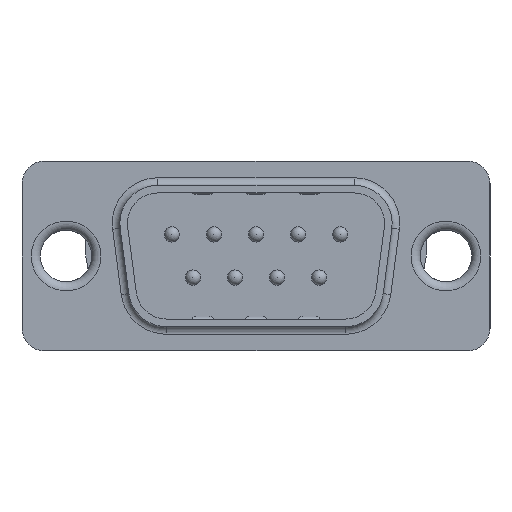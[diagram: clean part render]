
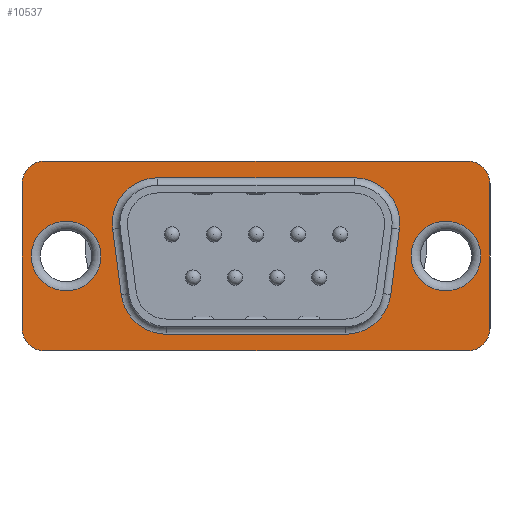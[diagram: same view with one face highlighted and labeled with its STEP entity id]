
A CAD part, front view. The second image highlights one B-rep face of the part: STEP entity #10537.
In plain terms, the highlighted face is planar.
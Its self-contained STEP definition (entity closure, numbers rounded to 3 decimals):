
#728=LINE('',#16137,#1982);
#730=LINE('',#16141,#1984);
#736=LINE('',#16155,#1990);
#740=LINE('',#16164,#1994);
#746=LINE('',#16197,#2000);
#747=LINE('',#16202,#2001);
#748=LINE('',#16206,#2002);
#749=LINE('',#16210,#2003);
#1982=VECTOR('',#13062,1000.);
#1984=VECTOR('',#13066,1000.);
#1990=VECTOR('',#13074,1000.);
#1994=VECTOR('',#13080,1000.);
#2000=VECTOR('',#13114,1000.);
#2001=VECTOR('',#13117,1000.);
#2002=VECTOR('',#13120,1000.);
#2003=VECTOR('',#13123,1000.);
#2867=PLANE('',#11388);
#4290=ORIENTED_EDGE('',*,*,#6764,.T.);
#4291=ORIENTED_EDGE('',*,*,#6765,.T.);
#4292=ORIENTED_EDGE('',*,*,#6766,.T.);
#4293=ORIENTED_EDGE('',*,*,#6767,.T.);
#4294=ORIENTED_EDGE('',*,*,#6768,.T.);
#4295=ORIENTED_EDGE('',*,*,#6769,.T.);
#4296=ORIENTED_EDGE('',*,*,#6770,.T.);
#4297=ORIENTED_EDGE('',*,*,#6771,.T.);
#4298=ORIENTED_EDGE('',*,*,#6772,.T.);
#4299=ORIENTED_EDGE('',*,*,#6773,.T.);
#4300=ORIENTED_EDGE('',*,*,#6736,.T.);
#4301=ORIENTED_EDGE('',*,*,#6774,.T.);
#4302=ORIENTED_EDGE('',*,*,#6738,.T.);
#4303=ORIENTED_EDGE('',*,*,#6775,.T.);
#4304=ORIENTED_EDGE('',*,*,#6744,.T.);
#4305=ORIENTED_EDGE('',*,*,#6776,.T.);
#4306=ORIENTED_EDGE('',*,*,#6748,.T.);
#4307=ORIENTED_EDGE('',*,*,#6777,.T.);
#6736=EDGE_CURVE('',#8079,#8078,#728,.T.);
#6738=EDGE_CURVE('',#8080,#8081,#730,.T.);
#6744=EDGE_CURVE('',#8087,#8086,#736,.T.);
#6748=EDGE_CURVE('',#8091,#8090,#740,.T.);
#6764=EDGE_CURVE('',#8102,#8102,#8731,.F.);
#6765=EDGE_CURVE('',#8103,#8103,#8732,.F.);
#6766=EDGE_CURVE('',#8104,#8105,#746,.F.);
#6767=EDGE_CURVE('',#8105,#8106,#8733,.F.);
#6768=EDGE_CURVE('',#8106,#8107,#747,.F.);
#6769=EDGE_CURVE('',#8107,#8108,#8734,.F.);
#6770=EDGE_CURVE('',#8108,#8109,#748,.F.);
#6771=EDGE_CURVE('',#8109,#8110,#8735,.F.);
#6772=EDGE_CURVE('',#8110,#8111,#749,.F.);
#6773=EDGE_CURVE('',#8111,#8104,#8736,.F.);
#6774=EDGE_CURVE('',#8078,#8080,#8737,.T.);
#6775=EDGE_CURVE('',#8081,#8087,#8738,.T.);
#6776=EDGE_CURVE('',#8086,#8091,#8739,.T.);
#6777=EDGE_CURVE('',#8090,#8079,#8740,.T.);
#8078=VERTEX_POINT('',#16136);
#8079=VERTEX_POINT('',#16138);
#8080=VERTEX_POINT('',#16142);
#8081=VERTEX_POINT('',#16143);
#8086=VERTEX_POINT('',#16154);
#8087=VERTEX_POINT('',#16156);
#8090=VERTEX_POINT('',#16163);
#8091=VERTEX_POINT('',#16165);
#8102=VERTEX_POINT('',#16194);
#8103=VERTEX_POINT('',#16196);
#8104=VERTEX_POINT('',#16198);
#8105=VERTEX_POINT('',#16199);
#8106=VERTEX_POINT('',#16201);
#8107=VERTEX_POINT('',#16203);
#8108=VERTEX_POINT('',#16205);
#8109=VERTEX_POINT('',#16207);
#8110=VERTEX_POINT('',#16209);
#8111=VERTEX_POINT('',#16211);
#8731=CIRCLE('',#11389,2.292);
#8732=CIRCLE('',#11390,2.292);
#8733=CIRCLE('',#11391,3.);
#8734=CIRCLE('',#11392,3.);
#8735=CIRCLE('',#11393,3.);
#8736=CIRCLE('',#11394,3.);
#8737=CIRCLE('',#11395,1.5);
#8738=CIRCLE('',#11396,1.5);
#8739=CIRCLE('',#11397,1.5);
#8740=CIRCLE('',#11398,1.5);
#9182=EDGE_LOOP('',(#4290));
#9183=EDGE_LOOP('',(#4291));
#9184=EDGE_LOOP('',(#4292,#4293,#4294,#4295,#4296,#4297,#4298,#4299));
#9185=EDGE_LOOP('',(#4300,#4301,#4302,#4303,#4304,#4305,#4306,#4307));
#9818=FACE_BOUND('',#9182,.T.);
#9819=FACE_BOUND('',#9183,.T.);
#9820=FACE_BOUND('',#9184,.T.);
#9821=FACE_BOUND('',#9185,.T.);
#10537=ADVANCED_FACE('',(#9818,#9819,#9820,#9821),#2867,.T.);
#11388=AXIS2_PLACEMENT_3D('',#16192,#13108,#13109);
#11389=AXIS2_PLACEMENT_3D('',#16193,#13110,#13111);
#11390=AXIS2_PLACEMENT_3D('',#16195,#13112,#13113);
#11391=AXIS2_PLACEMENT_3D('',#16200,#13115,#13116);
#11392=AXIS2_PLACEMENT_3D('',#16204,#13118,#13119);
#11393=AXIS2_PLACEMENT_3D('',#16208,#13121,#13122);
#11394=AXIS2_PLACEMENT_3D('',#16212,#13124,#13125);
#11395=AXIS2_PLACEMENT_3D('',#16213,#13126,#13127);
#11396=AXIS2_PLACEMENT_3D('',#16214,#13128,#13129);
#11397=AXIS2_PLACEMENT_3D('',#16215,#13130,#13131);
#11398=AXIS2_PLACEMENT_3D('',#16216,#13132,#13133);
#13062=DIRECTION('',(0.,0.,1.));
#13066=DIRECTION('',(1.,0.,0.));
#13074=DIRECTION('',(0.,0.,-1.));
#13080=DIRECTION('',(-1.,0.,0.));
#13108=DIRECTION('',(0.,1.,0.));
#13109=DIRECTION('',(0.,0.,1.));
#13110=DIRECTION('',(0.,1.,0.));
#13111=DIRECTION('',(0.,0.,1.));
#13112=DIRECTION('',(0.,1.,0.));
#13113=DIRECTION('',(0.,0.,1.));
#13114=DIRECTION('',(-0.131,0.,0.991));
#13115=DIRECTION('',(0.,1.,0.));
#13116=DIRECTION('',(0.,0.,1.));
#13117=DIRECTION('',(-1.,0.,0.));
#13118=DIRECTION('',(0.,1.,0.));
#13119=DIRECTION('',(0.,0.,1.));
#13120=DIRECTION('',(-0.131,0.,-0.991));
#13121=DIRECTION('',(0.,1.,0.));
#13122=DIRECTION('',(0.,0.,1.));
#13123=DIRECTION('',(1.,0.,0.));
#13124=DIRECTION('',(0.,1.,0.));
#13125=DIRECTION('',(0.,0.,1.));
#13126=DIRECTION('',(0.,1.,0.));
#13127=DIRECTION('',(0.,0.,1.));
#13128=DIRECTION('',(0.,1.,0.));
#13129=DIRECTION('',(0.,0.,1.));
#13130=DIRECTION('',(0.,1.,0.));
#13131=DIRECTION('',(0.,0.,1.));
#13132=DIRECTION('',(0.,1.,0.));
#13133=DIRECTION('',(0.,0.,1.));
#16136=CARTESIAN_POINT('',(-15.4,0.,4.75));
#16137=CARTESIAN_POINT('',(-15.4,0.,-6.25));
#16138=CARTESIAN_POINT('',(-15.4,0.,-4.75));
#16141=CARTESIAN_POINT('',(-15.4,0.,6.25));
#16142=CARTESIAN_POINT('',(-13.9,0.,6.25));
#16143=CARTESIAN_POINT('',(13.9,0.,6.25));
#16154=CARTESIAN_POINT('',(15.4,0.,-4.75));
#16155=CARTESIAN_POINT('',(15.4,0.,6.25));
#16156=CARTESIAN_POINT('',(15.4,0.,4.75));
#16163=CARTESIAN_POINT('',(-13.9,0.,-6.25));
#16164=CARTESIAN_POINT('',(15.4,0.,-6.25));
#16165=CARTESIAN_POINT('',(13.9,0.,-6.25));
#16192=CARTESIAN_POINT('',(0.,0.,0.));
#16193=CARTESIAN_POINT('',(-12.495,0.,0.));
#16194=CARTESIAN_POINT('',(-12.495,0.,2.292));
#16195=CARTESIAN_POINT('',(12.495,0.,0.));
#16196=CARTESIAN_POINT('',(12.495,0.,2.292));
#16197=CARTESIAN_POINT('',(-8.868,0.,-2.542));
#16198=CARTESIAN_POINT('',(-9.434,0.,1.758));
#16199=CARTESIAN_POINT('',(-8.868,0.,-2.542));
#16200=CARTESIAN_POINT('',(-5.894,0.,-2.15));
#16201=CARTESIAN_POINT('',(-5.894,0.,-5.15));
#16202=CARTESIAN_POINT('',(5.894,0.,-5.15));
#16203=CARTESIAN_POINT('',(5.894,0.,-5.15));
#16204=CARTESIAN_POINT('',(5.894,0.,-2.15));
#16205=CARTESIAN_POINT('',(8.868,0.,-2.542));
#16206=CARTESIAN_POINT('',(9.434,0.,1.758));
#16207=CARTESIAN_POINT('',(9.434,0.,1.758));
#16208=CARTESIAN_POINT('',(6.46,0.,2.15));
#16209=CARTESIAN_POINT('',(6.46,0.,5.15));
#16210=CARTESIAN_POINT('',(-6.46,0.,5.15));
#16211=CARTESIAN_POINT('',(-6.46,0.,5.15));
#16212=CARTESIAN_POINT('',(-6.46,0.,2.15));
#16213=CARTESIAN_POINT('',(-13.9,0.,4.75));
#16214=CARTESIAN_POINT('',(13.9,0.,4.75));
#16215=CARTESIAN_POINT('',(13.9,0.,-4.75));
#16216=CARTESIAN_POINT('',(-13.9,0.,-4.75));
